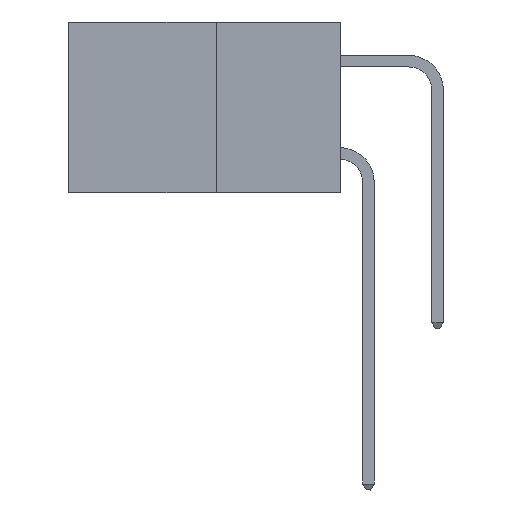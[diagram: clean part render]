
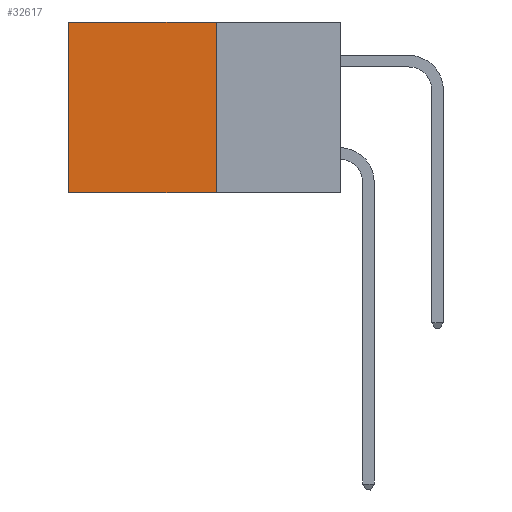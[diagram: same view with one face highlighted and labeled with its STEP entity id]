
A CAD part, left-side view. The second image highlights one B-rep face of the part: STEP entity #32617.
In plain terms, the highlighted planar face has unit normal (-1, 0, 0).
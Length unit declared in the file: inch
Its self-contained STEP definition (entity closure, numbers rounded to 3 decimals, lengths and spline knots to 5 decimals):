
#2337 = CARTESIAN_POINT ( 'NONE',  ( 0.277, 0.59, 0. ) ) ;
#3750 = PLANE ( 'NONE',  #15360 ) ;
#6004 = VECTOR ( 'NONE', #37761, 39.37008 ) ;
#6052 = VECTOR ( 'NONE', #10577, 39.37008 ) ;
#6695 = DIRECTION ( 'NONE',  ( 0., 0., -1. ) ) ;
#7633 = CARTESIAN_POINT ( 'NONE',  ( 0.277, 0.27, 0. ) ) ;
#8775 = VECTOR ( 'NONE', #24031, 39.37008 ) ;
#9498 = VECTOR ( 'NONE', #18538, 39.37008 ) ;
#10410 = LINE ( 'NONE', #27370, #9498 ) ;
#10577 = DIRECTION ( 'NONE',  ( 0., 1., 0. ) ) ;
#10999 = VERTEX_POINT ( 'NONE', #16391 ) ;
#11352 = VERTEX_POINT ( 'NONE', #20745 ) ;
#13800 = LINE ( 'NONE', #7633, #6052 ) ;
#15360 = AXIS2_PLACEMENT_3D ( 'NONE', #24194, #24325, #6695 ) ;
#15991 = VERTEX_POINT ( 'NONE', #33782 ) ;
#16391 = CARTESIAN_POINT ( 'NONE',  ( 0.277, 0.27, -0.37 ) ) ;
#18538 = DIRECTION ( 'NONE',  ( 0., 1., 0. ) ) ;
#18634 = EDGE_CURVE ( 'NONE', #11352, #18795, #13800, .T. ) ;
#18795 = VERTEX_POINT ( 'NONE', #2337 ) ;
#19932 = FACE_OUTER_BOUND ( 'NONE', #35575, .T. ) ;
#20166 = ORIENTED_EDGE ( 'NONE', *, *, #34253, .T. ) ;
#20605 = ORIENTED_EDGE ( 'NONE', *, *, #24567, .F. ) ;
#20745 = CARTESIAN_POINT ( 'NONE',  ( 0.277, 0.27, 0. ) ) ;
#21009 = CARTESIAN_POINT ( 'NONE',  ( 0.277, 0.59, -0.37 ) ) ;
#22171 = EDGE_CURVE ( 'NONE', #11352, #10999, #37256, .T. ) ;
#23117 = CARTESIAN_POINT ( 'NONE',  ( 0.277, 0.27, -0.37 ) ) ;
#24031 = DIRECTION ( 'NONE',  ( 0., 0., -1. ) ) ;
#24194 = CARTESIAN_POINT ( 'NONE',  ( 0.277, 0.27, -0.37 ) ) ;
#24325 = DIRECTION ( 'NONE',  ( 1., 0., 0. ) ) ;
#24567 = EDGE_CURVE ( 'NONE', #10999, #15991, #10410, .T. ) ;
#27370 = CARTESIAN_POINT ( 'NONE',  ( 0.277, 0.27, -0.37 ) ) ;
#29301 = ORIENTED_EDGE ( 'NONE', *, *, #22171, .F. ) ;
#29801 = ORIENTED_EDGE ( 'NONE', *, *, #18634, .T. ) ;
#32314 = LINE ( 'NONE', #21009, #8775 ) ;
#32617 = ADVANCED_FACE ( 'NONE', ( #19932 ), #3750, .F. ) ;
#33782 = CARTESIAN_POINT ( 'NONE',  ( 0.277, 0.59, -0.37 ) ) ;
#34253 = EDGE_CURVE ( 'NONE', #18795, #15991, #32314, .T. ) ;
#35575 = EDGE_LOOP ( 'NONE', ( #20166, #20605, #29301, #29801 ) ) ;
#37256 = LINE ( 'NONE', #23117, #6004 ) ;
#37761 = DIRECTION ( 'NONE',  ( 0., 0., -1. ) ) ;
